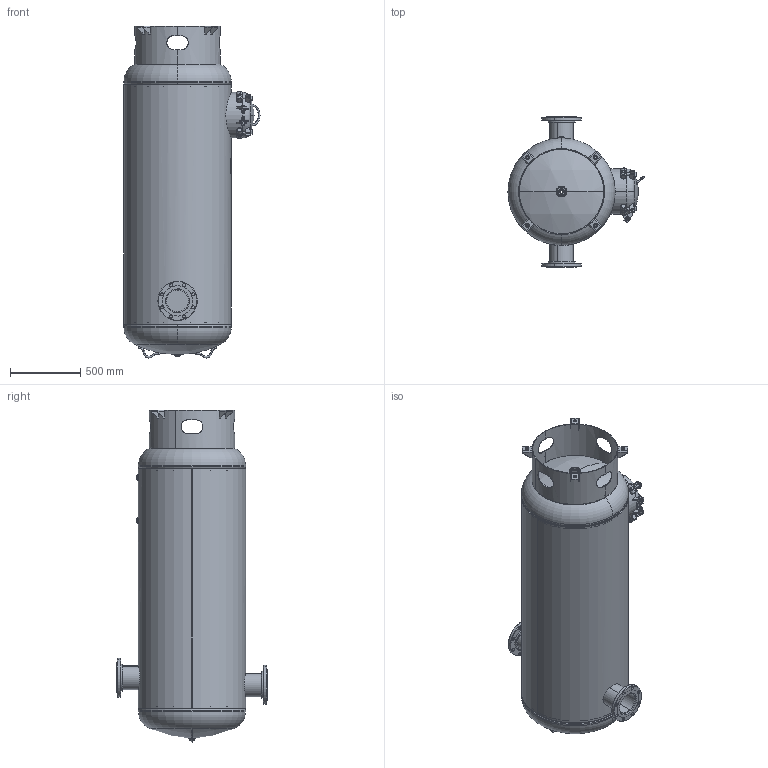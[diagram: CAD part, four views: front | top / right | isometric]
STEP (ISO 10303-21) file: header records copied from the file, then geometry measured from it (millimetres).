
FILE_DESCRIPTION (( 'STEP AP203' ), '1' );
FILE_NAME ('300959.STEP', '2012-03-05T20:45:41', ( '' ), ( '' ), 'SwSTEP 2.0', 'SolidWorks 2011', '' );
FILE_SCHEMA (( 'CONFIG_CONTROL_DESIGN' ));
Length unit declared in the file: inch
Products named in the file (1): 300959
Bounding box: 967.5 x 1066.8 x 2361.17 mm (x, y, z)
Surface area: 11842995.9 mm2 (no closed solid volume)
Topology: 0 solids, 106 shells, 662 faces, 1803 edges, 1206 vertices
Faces by surface type: plane 263, cylinder 200, cone 105, torus 58, bspline 30, sphere 6
Full cylindrical faces by diameter (mm): 750.468 x1, 762 x1
Entity records: 34534 total; most frequent: CARTESIAN_POINT 17780, DIRECTION 3670, ORIENTED_EDGE 2994, EDGE_CURVE 1803, AXIS2_PLACEMENT_3D 1476, VERTEX_POINT 1206, CIRCLE 843, EDGE_LOOP 786
